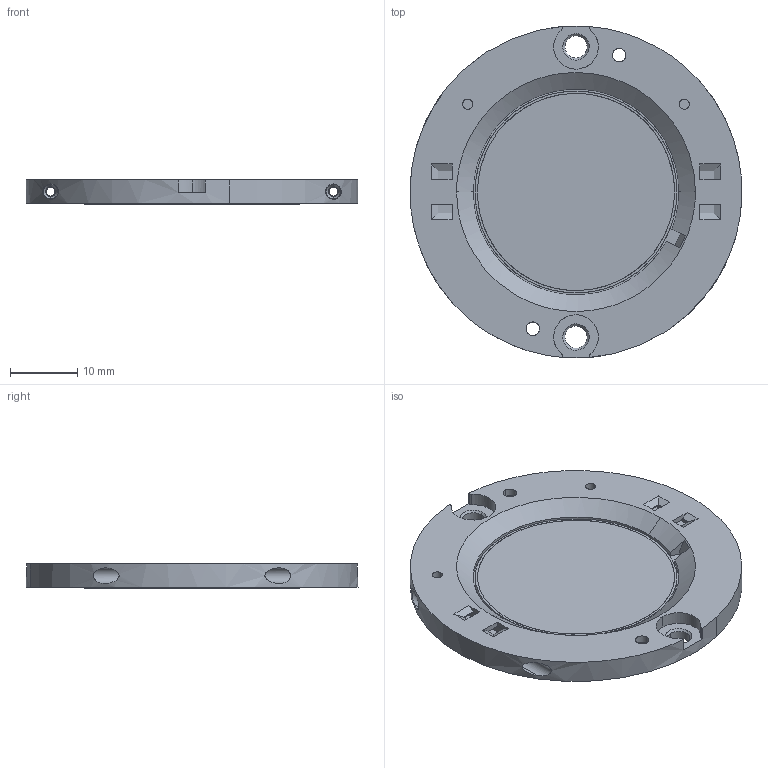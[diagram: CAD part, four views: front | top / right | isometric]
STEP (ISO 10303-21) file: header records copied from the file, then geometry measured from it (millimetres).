
FILE_DESCRIPTION (( 'STEP AP214' ), '1' );
FILE_NAME ('Bridgelux-VeroSE29-M-STP-17-000021.STEP', '2016-11-04T13:05:16', ( '' ), ( '' ), 'SwSTEP 2.0', 'SolidWorks 2016', '' );
FILE_SCHEMA (( 'AUTOMOTIVE_DESIGN' ));
Length unit declared in the file: millimetre
Products named in the file (1): Bridgelux-VeroSE29-M-STP-17-000021
Bounding box: 49.19 x 49.19 x 3.6 mm (x, y, z)
Volume: 4112 mm3; surface area: 6248.6 mm2
Topology: 1 solids, 1 shells, 214 faces, 562 edges, 362 vertices
Faces by surface type: plane 114, cylinder 64, bspline 36
Entity records: 9458 total; most frequent: CARTESIAN_POINT 5260, ORIENTED_EDGE 1124, B_SPLINE_CURVE_WITH_KNOTS 562, EDGE_CURVE 562, VERTEX_POINT 362, DIRECTION 358, EDGE_LOOP 254, FACE_OUTER_BOUND 214
